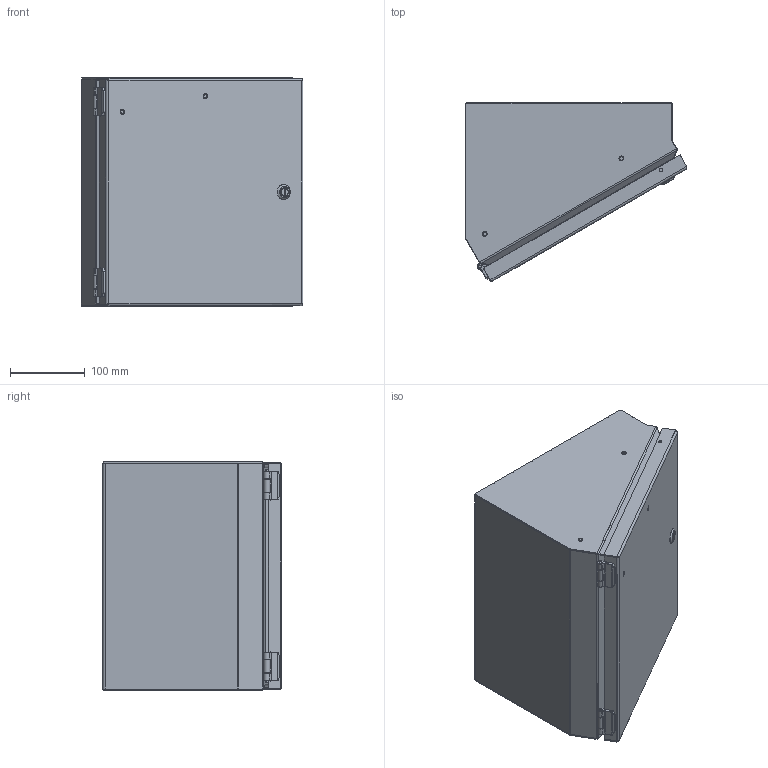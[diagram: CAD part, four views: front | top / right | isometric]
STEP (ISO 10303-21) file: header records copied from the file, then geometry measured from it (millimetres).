
FILE_DESCRIPTION (( 'STEP AP214' ), '1' );
FILE_NAME ('SCE-12C12ELJ.STEP', '2021-01-02T21:29:07', ( '' ), ( '' ), 'SwSTEP 2.0', 'SolidWorks 2019', '' );
FILE_SCHEMA (( 'AUTOMOTIVE_DESIGN' ));
Length unit declared in the file: inch
Products named in the file (1): SCE-12C12ELJ
Bounding box: 296.3 x 238.26 x 304.9 mm (x, y, z)
Volume: 787480.4 mm3; surface area: 973532.3 mm2
Topology: 26 solids, 28 shells, 964 faces, 2237 edges, 1347 vertices
Faces by surface type: cylinder 392, plane 382, torus 82, bspline 70, cone 26, sphere 12
Full cylindrical faces by diameter (mm): 5.08 x1, 7.874 x1, 8.89 x1, 11.684 x1
Entity records: 51191 total; most frequent: CARTESIAN_POINT 22672, DIRECTION 4594, ORIENTED_EDGE 4442, EDGE_CURVE 2221, AXIS2_PLACEMENT_3D 1713, VERTEX_POINT 1344, VECTOR 1168, LINE 1168
